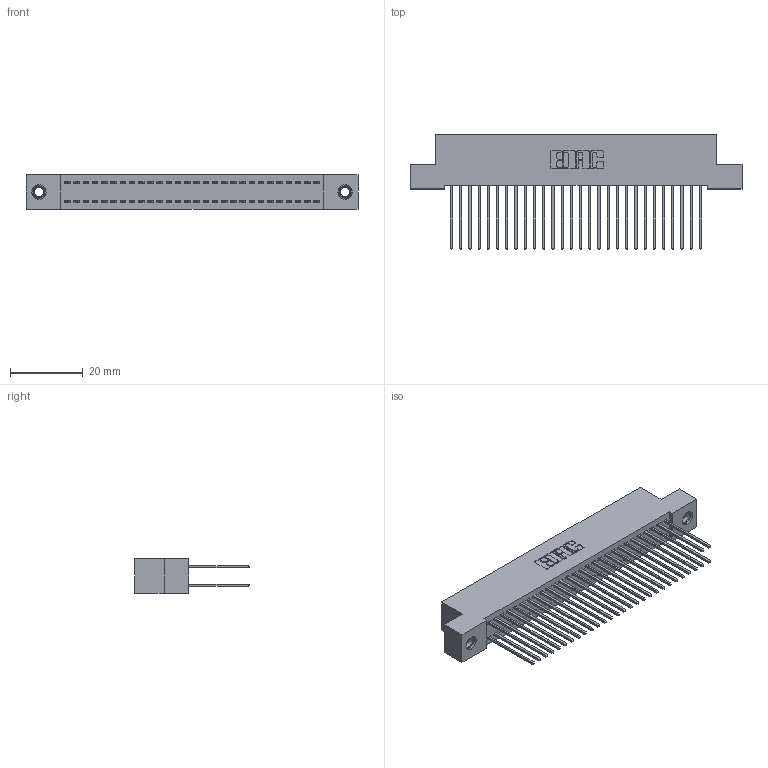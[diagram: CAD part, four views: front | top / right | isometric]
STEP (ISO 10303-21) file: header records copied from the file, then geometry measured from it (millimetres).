
FILE_DESCRIPTION (( 'STEP AP203' ), '1' );
FILE_NAME ('392-056-542-207.STEP', '2018-08-17T13:24:30', ( '' ), ( '' ), 'SwSTEP 2.0', 'SolidWorks 2016', '' );
FILE_SCHEMA (( 'CONFIG_CONTROL_DESIGN' ));
Length unit declared in the file: inch
Products named in the file (4): 345-292-001_345-293-142; 345-250-001_345-250-005-103; 392-056-542-207; 342 Part_TI
Assembly tree (59 placements, depth 2):
  392-056-542-207
    342 Part_TI
    345-292-001_345-293-142  x56
    345-250-001_345-250-005-103  x2
Bounding box: 91.44 x 31.63 x 9.4 mm (x, y, z)
Volume: 8398 mm3; surface area: 14522.1 mm2
Topology: 59 solids, 59 shells, 3082 faces, 9115 edges, 5994 vertices
Faces by surface type: plane 2114, cylinder 952, cone 12, torus 4
Entity records: 20896 total; most frequent: CARTESIAN_POINT 3461, ORIENTED_EDGE 3390, DIRECTION 3013, EDGE_CURVE 1695, VECTOR 1547, LINE 1547, VERTEX_POINT 1124, AXIS2_PLACEMENT_3D 733
